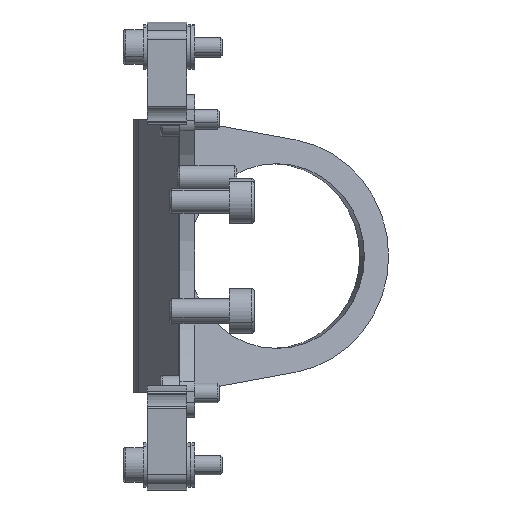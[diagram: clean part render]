
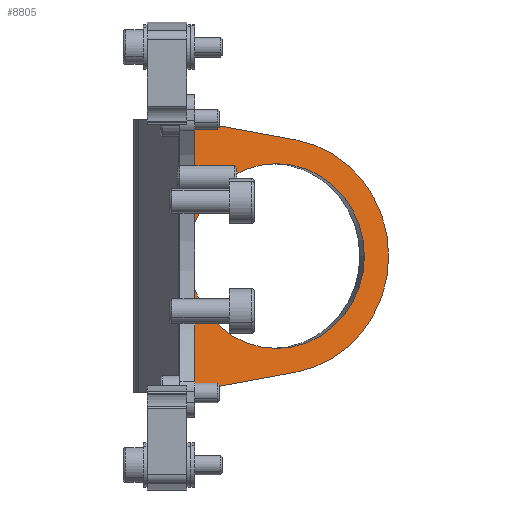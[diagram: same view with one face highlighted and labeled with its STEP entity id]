
A CAD part, front view. The second image highlights one B-rep face of the part: STEP entity #8805.
In plain terms, the highlighted planar face has unit normal (0.309, -0.951, 0).
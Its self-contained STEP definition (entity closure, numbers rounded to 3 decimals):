
#37 = CARTESIAN_POINT ( 'NONE',  ( 418.14, 71.723, 833.1 ) ) ;
#42 = CARTESIAN_POINT ( 'NONE',  ( 452.945, 83.032, 767.662 ) ) ;
#69 = AXIS2_PLACEMENT_3D ( 'NONE', #6403, #2239, #2016 ) ;
#129 = ORIENTED_EDGE ( 'NONE', *, *, #753, .T. ) ;
#159 = CARTESIAN_POINT ( 'NONE',  ( 449.015, 81.755, 791.1 ) ) ;
#212 = CARTESIAN_POINT ( 'NONE',  ( 424.566, 73.811, 818.74 ) ) ;
#303 = DIRECTION ( 'NONE',  ( -0.951, -0.309, 0. ) ) ;
#329 = VECTOR ( 'NONE', #2476, 1000. ) ;
#358 = AXIS2_PLACEMENT_3D ( 'NONE', #37, #3933, #8536 ) ;
#382 = CARTESIAN_POINT ( 'NONE',  ( 416.17, 71.083, 821.356 ) ) ;
#415 = DIRECTION ( 'NONE',  ( -0.951, -0.309, 0. ) ) ;
#495 = VERTEX_POINT ( 'NONE', #2575 ) ;
#591 = ORIENTED_EDGE ( 'NONE', *, *, #6504, .T. ) ;
#753 = EDGE_CURVE ( 'NONE', #3096, #7740, #3463, .T. ) ;
#778 = DIRECTION ( 'NONE',  ( 0.309, -0.951, 0. ) ) ;
#822 = PLANE ( 'NONE',  #358 ) ;
#1020 = VERTEX_POINT ( 'NONE', #4075 ) ;
#1152 = CIRCLE ( 'NONE', #1775, 23.8 ) ;
#1339 = VECTOR ( 'NONE', #3521, 1000. ) ;
#1775 = AXIS2_PLACEMENT_3D ( 'NONE', #6545, #5783, #9589 ) ;
#1907 = EDGE_CURVE ( 'NONE', #9249, #3402, #1152, .T. ) ;
#1974 = CARTESIAN_POINT ( 'NONE',  ( 424.566, 73.811, 833.1 ) ) ;
#1979 = CARTESIAN_POINT ( 'NONE',  ( 449.015, 81.755, 791.1 ) ) ;
#2016 = DIRECTION ( 'NONE',  ( -0.951, -0.309, 0. ) ) ;
#2239 = DIRECTION ( 'NONE',  ( 0.309, -0.951, 0. ) ) ;
#2356 = ORIENTED_EDGE ( 'NONE', *, *, #4046, .T. ) ;
#2367 = CARTESIAN_POINT ( 'NONE',  ( 431.277, 75.992, 791.1 ) ) ;
#2453 = EDGE_CURVE ( 'NONE', #495, #4156, #9106, .T. ) ;
#2476 = DIRECTION ( 'NONE',  ( 0.951, 0.309, 0. ) ) ;
#2575 = CARTESIAN_POINT ( 'NONE',  ( 432.742, 76.467, 818.284 ) ) ;
#2600 = ORIENTED_EDGE ( 'NONE', *, *, #1907, .T. ) ;
#2624 = EDGE_LOOP ( 'NONE', ( #5545, #7805, #3031, #7781, #4925, #8863, #2356, #2600 ) ) ;
#3031 = ORIENTED_EDGE ( 'NONE', *, *, #9444, .T. ) ;
#3096 = VERTEX_POINT ( 'NONE', #3967 ) ;
#3315 = FACE_BOUND ( 'NONE', #8164, .T. ) ;
#3324 = CARTESIAN_POINT ( 'NONE',  ( 427.788, 74.858, 818.74 ) ) ;
#3402 = VERTEX_POINT ( 'NONE', #3571 ) ;
#3458 = CARTESIAN_POINT ( 'NONE',  ( 418.14, 71.723, 763.46 ) ) ;
#3463 = CIRCLE ( 'NONE', #7038, 18.65 ) ;
#3521 = DIRECTION ( 'NONE',  ( 0.937, 0.304, 0.174 ) ) ;
#3571 = CARTESIAN_POINT ( 'NONE',  ( 452.945, 83.032, 814.538 ) ) ;
#3662 = LINE ( 'NONE', #9667, #5481 ) ;
#3701 = CARTESIAN_POINT ( 'NONE',  ( 424.566, 73.811, 763.46 ) ) ;
#3930 = LINE ( 'NONE', #5855, #1339 ) ;
#3933 = DIRECTION ( 'NONE',  ( -0.309, 0.951, 0. ) ) ;
#3967 = CARTESIAN_POINT ( 'NONE',  ( 466.752, 87.518, 791.1 ) ) ;
#4046 = EDGE_CURVE ( 'NONE', #1020, #9249, #3930, .T. ) ;
#4075 = CARTESIAN_POINT ( 'NONE',  ( 432.742, 76.467, 763.916 ) ) ;
#4156 = VERTEX_POINT ( 'NONE', #3324 ) ;
#4304 = DIRECTION ( 'NONE',  ( 0., 0., -1. ) ) ;
#4666 = VECTOR ( 'NONE', #4304, 1000. ) ;
#4917 = FACE_OUTER_BOUND ( 'NONE', #2624, .T. ) ;
#4925 = ORIENTED_EDGE ( 'NONE', *, *, #6381, .T. ) ;
#4993 = EDGE_CURVE ( 'NONE', #7915, #1020, #5735, .T. ) ;
#5153 = VECTOR ( 'NONE', #6544, 1000. ) ;
#5455 = DIRECTION ( 'NONE',  ( -0.951, -0.309, 0. ) ) ;
#5481 = VECTOR ( 'NONE', #415, 1000. ) ;
#5545 = ORIENTED_EDGE ( 'NONE', *, *, #8341, .T. ) ;
#5735 = CIRCLE ( 'NONE', #9707, 30. ) ;
#5783 = DIRECTION ( 'NONE',  ( 0.309, -0.951, 0. ) ) ;
#5855 = CARTESIAN_POINT ( 'NONE',  ( 429.832, 75.522, 763.376 ) ) ;
#6119 = DIRECTION ( 'NONE',  ( -0.951, -0.309, 0. ) ) ;
#6211 = CARTESIAN_POINT ( 'NONE',  ( 427.788, 74.858, 793.46 ) ) ;
#6381 = EDGE_CURVE ( 'NONE', #8048, #7915, #8312, .T. ) ;
#6403 = CARTESIAN_POINT ( 'NONE',  ( 427.788, 74.858, 788.74 ) ) ;
#6504 = EDGE_CURVE ( 'NONE', #7740, #3096, #9394, .T. ) ;
#6544 = DIRECTION ( 'NONE',  ( -0.937, -0.304, 0.174 ) ) ;
#6545 = CARTESIAN_POINT ( 'NONE',  ( 449.015, 81.755, 791.1 ) ) ;
#7038 = AXIS2_PLACEMENT_3D ( 'NONE', #1979, #8389, #6119 ) ;
#7189 = LINE ( 'NONE', #382, #5153 ) ;
#7619 = VERTEX_POINT ( 'NONE', #212 ) ;
#7740 = VERTEX_POINT ( 'NONE', #2367 ) ;
#7781 = ORIENTED_EDGE ( 'NONE', *, *, #8396, .T. ) ;
#7805 = ORIENTED_EDGE ( 'NONE', *, *, #2453, .T. ) ;
#7915 = VERTEX_POINT ( 'NONE', #8211 ) ;
#8048 = VERTEX_POINT ( 'NONE', #3701 ) ;
#8164 = EDGE_LOOP ( 'NONE', ( #591, #129 ) ) ;
#8211 = CARTESIAN_POINT ( 'NONE',  ( 427.788, 74.858, 763.46 ) ) ;
#8280 = AXIS2_PLACEMENT_3D ( 'NONE', #159, #8617, #303 ) ;
#8312 = LINE ( 'NONE', #3458, #329 ) ;
#8341 = EDGE_CURVE ( 'NONE', #3402, #495, #7189, .T. ) ;
#8389 = DIRECTION ( 'NONE',  ( -0.309, 0.951, 0. ) ) ;
#8396 = EDGE_CURVE ( 'NONE', #7619, #8048, #9463, .T. ) ;
#8536 = DIRECTION ( 'NONE',  ( -0.951, -0.309, 0. ) ) ;
#8617 = DIRECTION ( 'NONE',  ( -0.309, 0.951, 0. ) ) ;
#8805 = ADVANCED_FACE ( 'NONE', ( #3315, #4917 ), #822, .F. ) ;
#8863 = ORIENTED_EDGE ( 'NONE', *, *, #4993, .T. ) ;
#9106 = CIRCLE ( 'NONE', #69, 30. ) ;
#9249 = VERTEX_POINT ( 'NONE', #42 ) ;
#9394 = CIRCLE ( 'NONE', #8280, 18.65 ) ;
#9444 = EDGE_CURVE ( 'NONE', #4156, #7619, #3662, .T. ) ;
#9463 = LINE ( 'NONE', #1974, #4666 ) ;
#9589 = DIRECTION ( 'NONE',  ( -0.951, -0.309, 0. ) ) ;
#9667 = CARTESIAN_POINT ( 'NONE',  ( 418.14, 71.723, 818.74 ) ) ;
#9707 = AXIS2_PLACEMENT_3D ( 'NONE', #6211, #778, #5455 ) ;
